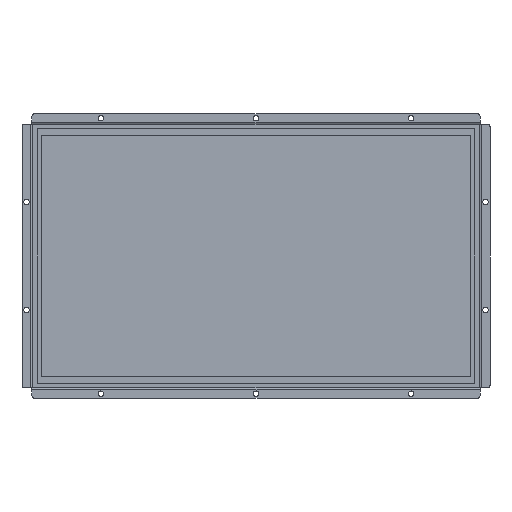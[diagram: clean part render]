
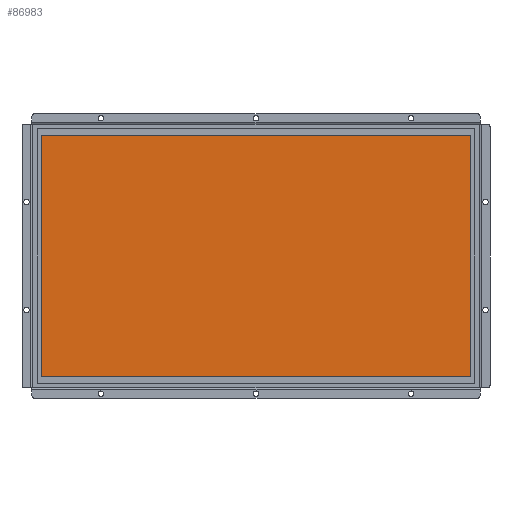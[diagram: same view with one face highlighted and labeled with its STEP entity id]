
A CAD part, front view. The second image highlights one B-rep face of the part: STEP entity #86983.
In plain terms, the highlighted face is planar.
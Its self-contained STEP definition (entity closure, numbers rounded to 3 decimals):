
#8334=PLANE('',#93553);
#12533=FACE_OUTER_BOUND('',#17273,.T.);
#17273=EDGE_LOOP('',(#79722,#79723,#79724,#79725,#79726,#79727,#79728,#79729));
#26389=LINE('',#163385,#35583);
#26390=LINE('',#163389,#35584);
#26391=LINE('',#163393,#35585);
#26392=LINE('',#163396,#35586);
#35583=VECTOR('',#114196,10.);
#35584=VECTOR('',#114199,10.);
#35585=VECTOR('',#114202,10.);
#35586=VECTOR('',#114205,10.);
#37954=CIRCLE('',#93531,2.);
#37955=CIRCLE('',#93532,2.);
#37956=CIRCLE('',#93533,2.);
#37957=CIRCLE('',#93534,2.);
#45407=VERTEX_POINT('',#163381);
#45408=VERTEX_POINT('',#163382);
#45409=VERTEX_POINT('',#163384);
#45410=VERTEX_POINT('',#163386);
#45411=VERTEX_POINT('',#163388);
#45412=VERTEX_POINT('',#163390);
#45413=VERTEX_POINT('',#163392);
#45414=VERTEX_POINT('',#163394);
#56962=EDGE_CURVE('',#45407,#45408,#37954,.T.);
#56963=EDGE_CURVE('',#45409,#45407,#26389,.T.);
#56964=EDGE_CURVE('',#45410,#45409,#37955,.T.);
#56965=EDGE_CURVE('',#45411,#45410,#26390,.T.);
#56966=EDGE_CURVE('',#45412,#45411,#37956,.T.);
#56967=EDGE_CURVE('',#45413,#45412,#26391,.T.);
#56968=EDGE_CURVE('',#45414,#45413,#37957,.T.);
#56969=EDGE_CURVE('',#45408,#45414,#26392,.T.);
#79722=ORIENTED_EDGE('',*,*,#56962,.T.);
#79723=ORIENTED_EDGE('',*,*,#56969,.T.);
#79724=ORIENTED_EDGE('',*,*,#56968,.T.);
#79725=ORIENTED_EDGE('',*,*,#56967,.T.);
#79726=ORIENTED_EDGE('',*,*,#56966,.T.);
#79727=ORIENTED_EDGE('',*,*,#56965,.T.);
#79728=ORIENTED_EDGE('',*,*,#56964,.T.);
#79729=ORIENTED_EDGE('',*,*,#56963,.T.);
#86983=ADVANCED_FACE('',(#12533),#8334,.T.);
#93531=AXIS2_PLACEMENT_3D('',#163383,#114194,#114195);
#93532=AXIS2_PLACEMENT_3D('',#163387,#114197,#114198);
#93533=AXIS2_PLACEMENT_3D('',#163391,#114200,#114201);
#93534=AXIS2_PLACEMENT_3D('',#163395,#114203,#114204);
#93553=AXIS2_PLACEMENT_3D('',#163447,#114262,#114263);
#114194=DIRECTION('center_axis',(0.,0.,1.));
#114195=DIRECTION('ref_axis',(-1.,0.,0.));
#114196=DIRECTION('',(0.,1.,0.));
#114197=DIRECTION('center_axis',(0.,0.,1.));
#114198=DIRECTION('ref_axis',(0.,1.,0.));
#114199=DIRECTION('',(1.,0.,0.));
#114200=DIRECTION('center_axis',(0.,0.,1.));
#114201=DIRECTION('ref_axis',(1.,0.,0.));
#114202=DIRECTION('',(0.,-1.,0.));
#114203=DIRECTION('center_axis',(0.,0.,1.));
#114204=DIRECTION('ref_axis',(0.,-1.,0.));
#114205=DIRECTION('',(-1.,0.,0.));
#114262=DIRECTION('center_axis',(0.,0.,1.));
#114263=DIRECTION('ref_axis',(1.,0.,0.));
#163381=CARTESIAN_POINT('',(238.37,132.105,13.));
#163382=CARTESIAN_POINT('',(236.37,134.105,13.));
#163383=CARTESIAN_POINT('Origin',(236.37,132.105,13.));
#163384=CARTESIAN_POINT('',(238.37,-132.105,13.));
#163385=CARTESIAN_POINT('',(238.37,-66.053,13.));
#163386=CARTESIAN_POINT('',(236.37,-134.105,13.));
#163387=CARTESIAN_POINT('Origin',(236.37,-132.105,13.));
#163388=CARTESIAN_POINT('',(-236.37,-134.105,13.));
#163389=CARTESIAN_POINT('',(-118.185,-134.105,13.));
#163390=CARTESIAN_POINT('',(-238.37,-132.105,13.));
#163391=CARTESIAN_POINT('Origin',(-236.37,-132.105,13.));
#163392=CARTESIAN_POINT('',(-238.37,132.105,13.));
#163393=CARTESIAN_POINT('',(-238.37,66.053,13.));
#163394=CARTESIAN_POINT('',(-236.37,134.105,13.));
#163395=CARTESIAN_POINT('Origin',(-236.37,132.105,13.));
#163396=CARTESIAN_POINT('',(118.185,134.105,13.));
#163447=CARTESIAN_POINT('Origin',(0.,0.,13.));
